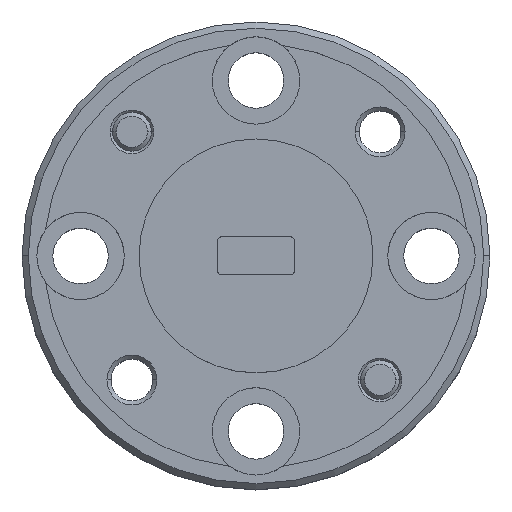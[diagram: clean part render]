
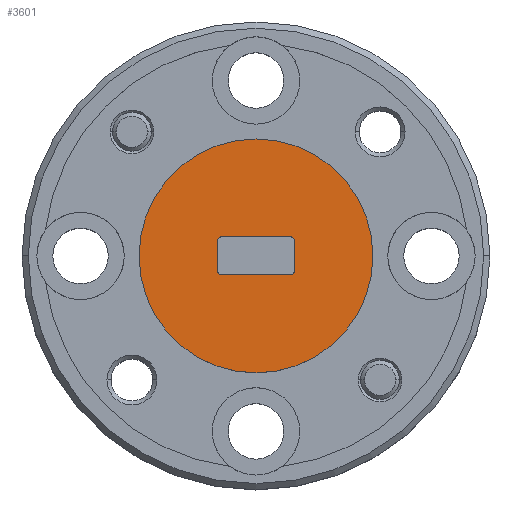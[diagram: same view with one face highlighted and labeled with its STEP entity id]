
A CAD part, top view. The second image highlights one B-rep face of the part: STEP entity #3601.
In plain terms, the highlighted planar face has unit normal (0, 0, 1).
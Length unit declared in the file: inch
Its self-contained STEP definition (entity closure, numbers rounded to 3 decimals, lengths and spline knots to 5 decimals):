
#45 = ORIENTED_EDGE ( 'NONE', *, *, #655, .F. ) ;
#58 = AXIS2_PLACEMENT_3D ( 'NONE', #4980, #2733, #5103 ) ;
#108 = ORIENTED_EDGE ( 'NONE', *, *, #4700, .F. ) ;
#210 = CARTESIAN_POINT ( 'NONE',  ( 0.061, -0.0305, 0. ) ) ;
#268 = CARTESIAN_POINT ( 'NONE',  ( 0.1875, 0., 0. ) ) ;
#350 = CIRCLE ( 'NONE', #4180, 0.005 ) ;
#368 = CIRCLE ( 'NONE', #4293, 0.1875 ) ;
#379 = DIRECTION ( 'NONE',  ( 0., 0., -1. ) ) ;
#519 = VERTEX_POINT ( 'NONE', #593 ) ;
#520 = CARTESIAN_POINT ( 'NONE',  ( 0.056, 0.0305, 0. ) ) ;
#593 = CARTESIAN_POINT ( 'NONE',  ( -0.061, 0.0255, 0. ) ) ;
#655 = EDGE_CURVE ( 'NONE', #778, #2168, #4305, .T. ) ;
#709 = DIRECTION ( 'NONE',  ( 0., 0., -1. ) ) ;
#733 = VECTOR ( 'NONE', #5639, 39.37008 ) ;
#778 = VERTEX_POINT ( 'NONE', #1811 ) ;
#909 = AXIS2_PLACEMENT_3D ( 'NONE', #4057, #379, #2774 ) ;
#941 = LINE ( 'NONE', #2340, #733 ) ;
#945 = LINE ( 'NONE', #1037, #3046 ) ;
#993 = EDGE_CURVE ( 'NONE', #4938, #2617, #945, .T. ) ;
#1037 = CARTESIAN_POINT ( 'NONE',  ( -0.061, 0.0305, 0. ) ) ;
#1108 = CIRCLE ( 'NONE', #58, 0.005 ) ;
#1431 = CARTESIAN_POINT ( 'NONE',  ( 0.061, 0.0255, 0. ) ) ;
#1532 = ORIENTED_EDGE ( 'NONE', *, *, #1582, .T. ) ;
#1540 = ORIENTED_EDGE ( 'NONE', *, *, #1984, .T. ) ;
#1582 = EDGE_CURVE ( 'NONE', #519, #2617, #1108, .T. ) ;
#1658 = EDGE_CURVE ( 'NONE', #519, #3804, #941, .T. ) ;
#1678 = DIRECTION ( 'NONE',  ( 0., 0., 1. ) ) ;
#1811 = CARTESIAN_POINT ( 'NONE',  ( 0.061, -0.0255, 0. ) ) ;
#1870 = VERTEX_POINT ( 'NONE', #268 ) ;
#1984 = EDGE_CURVE ( 'NONE', #2935, #1870, #368, .T. ) ;
#2103 = EDGE_LOOP ( 'NONE', ( #4392, #1540 ) ) ;
#2128 = CARTESIAN_POINT ( 'NONE',  ( -0.061, -0.0255, 0. ) ) ;
#2168 = VERTEX_POINT ( 'NONE', #1431 ) ;
#2320 = EDGE_CURVE ( 'NONE', #4970, #3804, #2967, .T. ) ;
#2340 = CARTESIAN_POINT ( 'NONE',  ( -0.061, -0.0305, 0. ) ) ;
#2412 = DIRECTION ( 'NONE',  ( 1., 0., 0. ) ) ;
#2539 = EDGE_CURVE ( 'NONE', #1870, #2935, #3611, .T. ) ;
#2549 = DIRECTION ( 'NONE',  ( 1., 0., 0. ) ) ;
#2607 = CARTESIAN_POINT ( 'NONE',  ( 0., 0., 0. ) ) ;
#2617 = VERTEX_POINT ( 'NONE', #4963 ) ;
#2733 = DIRECTION ( 'NONE',  ( 0., 0., -1. ) ) ;
#2770 = ORIENTED_EDGE ( 'NONE', *, *, #993, .F. ) ;
#2774 = DIRECTION ( 'NONE',  ( 1., 0., 0. ) ) ;
#2787 = ORIENTED_EDGE ( 'NONE', *, *, #5091, .T. ) ;
#2827 = DIRECTION ( 'NONE',  ( -1., 0., 0. ) ) ;
#2935 = VERTEX_POINT ( 'NONE', #4658 ) ;
#2936 = AXIS2_PLACEMENT_3D ( 'NONE', #4359, #5776, #3971 ) ;
#2967 = CIRCLE ( 'NONE', #4005, 0.005 ) ;
#3032 = VECTOR ( 'NONE', #5750, 39.37008 ) ;
#3040 = AXIS2_PLACEMENT_3D ( 'NONE', #5838, #4481, #5380 ) ;
#3046 = VECTOR ( 'NONE', #2827, 39.37008 ) ;
#3228 = EDGE_CURVE ( 'NONE', #778, #3686, #4924, .T. ) ;
#3601 = ADVANCED_FACE ( 'NONE', ( #3939, #4836 ), #4394, .T. ) ;
#3611 = CIRCLE ( 'NONE', #3040, 0.1875 ) ;
#3686 = VERTEX_POINT ( 'NONE', #4390 ) ;
#3754 = VECTOR ( 'NONE', #3767, 39.37008 ) ;
#3767 = DIRECTION ( 'NONE',  ( 0., 1., 0. ) ) ;
#3804 = VERTEX_POINT ( 'NONE', #2128 ) ;
#3939 = FACE_BOUND ( 'NONE', #5882, .T. ) ;
#3971 = DIRECTION ( 'NONE',  ( 1., 0., 0. ) ) ;
#3977 = CARTESIAN_POINT ( 'NONE',  ( -0.056, -0.0305, 0. ) ) ;
#4005 = AXIS2_PLACEMENT_3D ( 'NONE', #5278, #709, #2549 ) ;
#4057 = CARTESIAN_POINT ( 'NONE',  ( 0.056, -0.0255, 0. ) ) ;
#4180 = AXIS2_PLACEMENT_3D ( 'NONE', #5618, #4213, #2412 ) ;
#4213 = DIRECTION ( 'NONE',  ( 0., 0., -1. ) ) ;
#4293 = AXIS2_PLACEMENT_3D ( 'NONE', #2607, #1678, #4427 ) ;
#4305 = LINE ( 'NONE', #210, #3754 ) ;
#4359 = CARTESIAN_POINT ( 'NONE',  ( 0., 0., 0. ) ) ;
#4366 = CARTESIAN_POINT ( 'NONE',  ( -0.061, -0.0305, 0. ) ) ;
#4390 = CARTESIAN_POINT ( 'NONE',  ( 0.056, -0.0305, 0. ) ) ;
#4392 = ORIENTED_EDGE ( 'NONE', *, *, #2539, .T. ) ;
#4394 = PLANE ( 'NONE',  #2936 ) ;
#4427 = DIRECTION ( 'NONE',  ( 1., 0., 0. ) ) ;
#4481 = DIRECTION ( 'NONE',  ( 0., 0., 1. ) ) ;
#4658 = CARTESIAN_POINT ( 'NONE',  ( -0.1875, 0., 0. ) ) ;
#4700 = EDGE_CURVE ( 'NONE', #4970, #3686, #5272, .T. ) ;
#4836 = FACE_OUTER_BOUND ( 'NONE', #2103, .T. ) ;
#4924 = CIRCLE ( 'NONE', #909, 0.005 ) ;
#4938 = VERTEX_POINT ( 'NONE', #520 ) ;
#4963 = CARTESIAN_POINT ( 'NONE',  ( -0.056, 0.0305, 0. ) ) ;
#4970 = VERTEX_POINT ( 'NONE', #3977 ) ;
#4980 = CARTESIAN_POINT ( 'NONE',  ( -0.056, 0.0255, 0. ) ) ;
#5091 = EDGE_CURVE ( 'NONE', #4938, #2168, #350, .T. ) ;
#5103 = DIRECTION ( 'NONE',  ( 1., 0., 0. ) ) ;
#5272 = LINE ( 'NONE', #4366, #3032 ) ;
#5278 = CARTESIAN_POINT ( 'NONE',  ( -0.056, -0.0255, 0. ) ) ;
#5312 = ORIENTED_EDGE ( 'NONE', *, *, #1658, .F. ) ;
#5380 = DIRECTION ( 'NONE',  ( 1., 0., 0. ) ) ;
#5400 = ORIENTED_EDGE ( 'NONE', *, *, #3228, .T. ) ;
#5509 = ORIENTED_EDGE ( 'NONE', *, *, #2320, .T. ) ;
#5618 = CARTESIAN_POINT ( 'NONE',  ( 0.056, 0.0255, 0. ) ) ;
#5639 = DIRECTION ( 'NONE',  ( 0., -1., 0. ) ) ;
#5750 = DIRECTION ( 'NONE',  ( 1., 0., 0. ) ) ;
#5776 = DIRECTION ( 'NONE',  ( 0., 0., 1. ) ) ;
#5838 = CARTESIAN_POINT ( 'NONE',  ( 0., 0., 0. ) ) ;
#5882 = EDGE_LOOP ( 'NONE', ( #2770, #2787, #45, #5400, #108, #5509, #5312, #1532 ) ) ;
